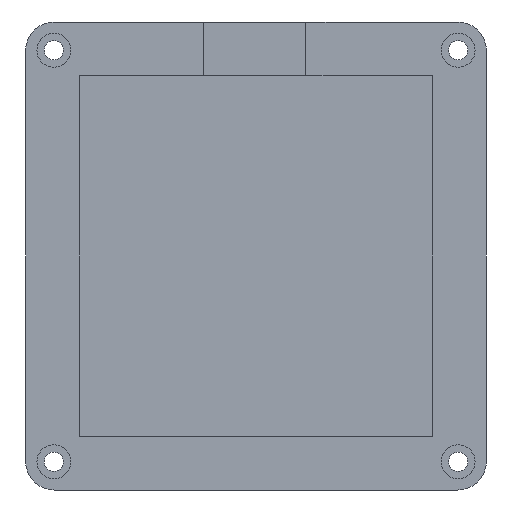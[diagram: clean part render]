
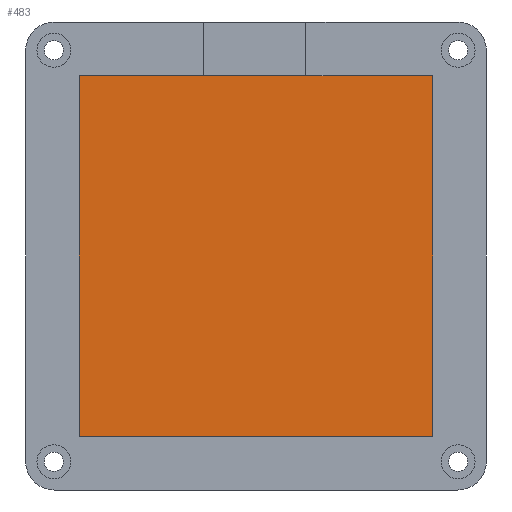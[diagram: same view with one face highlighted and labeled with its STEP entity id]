
A CAD part, front view. The second image highlights one B-rep face of the part: STEP entity #483.
In plain terms, the highlighted planar face has unit normal (0, -1, 0).
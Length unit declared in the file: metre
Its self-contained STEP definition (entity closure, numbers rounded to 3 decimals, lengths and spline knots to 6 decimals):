
#27=LINE('',#800,#67);
#34=LINE('',#815,#74);
#38=LINE('',#823,#78);
#41=LINE('',#849,#81);
#67=VECTOR('',#641,1.);
#74=VECTOR('',#650,1.);
#78=VECTOR('',#656,1.);
#81=VECTOR('',#685,1.);
#101=PLANE('',#587);
#198=ORIENTED_EDGE('',*,*,#261,.F.);
#199=ORIENTED_EDGE('',*,*,#254,.T.);
#200=ORIENTED_EDGE('',*,*,#276,.T.);
#201=ORIENTED_EDGE('',*,*,#265,.F.);
#254=EDGE_CURVE('',#318,#319,#27,.T.);
#261=EDGE_CURVE('',#318,#325,#34,.T.);
#265=EDGE_CURVE('',#325,#328,#38,.T.);
#276=EDGE_CURVE('',#319,#328,#41,.T.);
#318=VERTEX_POINT('',#801);
#319=VERTEX_POINT('',#802);
#325=VERTEX_POINT('',#816);
#328=VERTEX_POINT('',#824);
#400=EDGE_LOOP('',(#198,#199,#200,#201));
#442=FACE_BOUND('',#400,.T.);
#483=ADVANCED_FACE('',(#442),#101,.T.);
#587=AXIS2_PLACEMENT_3D('',#872,#715,#716);
#641=DIRECTION('',(0.,0.,-1.));
#650=DIRECTION('',(1.,0.,0.));
#656=DIRECTION('',(0.,0.,-1.));
#685=DIRECTION('',(1.,0.,0.));
#715=DIRECTION('',(0.,-1.,0.));
#716=DIRECTION('',(1.,0.,0.));
#800=CARTESIAN_POINT('',(-0.05071,-0.003,0.027908));
#801=CARTESIAN_POINT('',(-0.05071,-0.003,0.059777));
#802=CARTESIAN_POINT('',(-0.05071,-0.003,-0.003961));
#815=CARTESIAN_POINT('',(-0.019476,-0.003,0.059777));
#816=CARTESIAN_POINT('',(0.011758,-0.003,0.059777));
#823=CARTESIAN_POINT('',(0.011758,-0.003,0.027908));
#824=CARTESIAN_POINT('',(0.011758,-0.003,-0.003961));
#849=CARTESIAN_POINT('',(-0.019476,-0.003,-0.003961));
#872=CARTESIAN_POINT('',(-0.019476,-0.003,0.027908));
